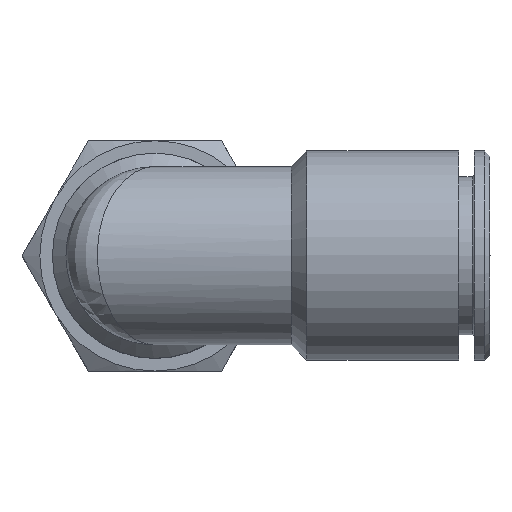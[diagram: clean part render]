
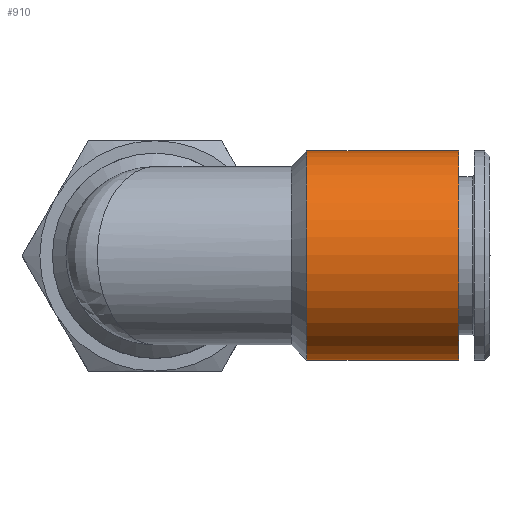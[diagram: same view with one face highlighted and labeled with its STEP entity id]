
A CAD part, top view. The second image highlights one B-rep face of the part: STEP entity #910.
In plain terms, the highlighted cylindrical face has radius 10 mm (diameter 20 mm), a full revolution.
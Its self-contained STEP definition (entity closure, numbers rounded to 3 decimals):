
#105=CYLINDRICAL_SURFACE('',#1020,10.);
#146=FACE_BOUND('',#305,.T.);
#198=FACE_OUTER_BOUND('',#304,.T.);
#304=EDGE_LOOP('',(#697));
#305=EDGE_LOOP('',(#698));
#401=CIRCLE('',#1019,10.);
#402=CIRCLE('',#1021,10.);
#473=VERTEX_POINT('',#2247);
#474=VERTEX_POINT('',#2250);
#558=EDGE_CURVE('',#473,#473,#401,.T.);
#559=EDGE_CURVE('',#474,#474,#402,.T.);
#697=ORIENTED_EDGE('',*,*,#558,.F.);
#698=ORIENTED_EDGE('',*,*,#559,.T.);
#910=ADVANCED_FACE('',(#198,#146),#105,.T.);
#1019=AXIS2_PLACEMENT_3D('',#2248,#1225,#1226);
#1020=AXIS2_PLACEMENT_3D('',#2249,#1227,#1228);
#1021=AXIS2_PLACEMENT_3D('',#2251,#1229,#1230);
#1225=DIRECTION('center_axis',(1.,0.,0.));
#1226=DIRECTION('ref_axis',(0.,0.,1.));
#1227=DIRECTION('center_axis',(-1.,0.,0.));
#1228=DIRECTION('ref_axis',(0.,0.,1.));
#1229=DIRECTION('center_axis',(1.,0.,0.));
#1230=DIRECTION('ref_axis',(0.,0.,1.));
#2247=CARTESIAN_POINT('',(43.792,21.386,31.999));
#2248=CARTESIAN_POINT('Origin',(43.792,21.386,21.999));
#2249=CARTESIAN_POINT('Origin',(43.792,21.386,21.999));
#2250=CARTESIAN_POINT('',(29.292,21.386,31.999));
#2251=CARTESIAN_POINT('Origin',(29.292,21.386,21.999));
